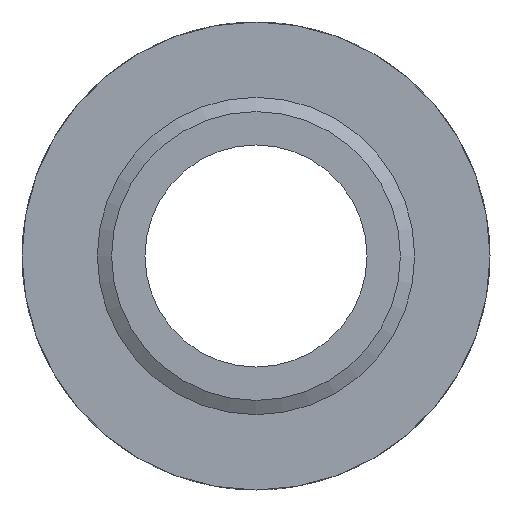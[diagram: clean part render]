
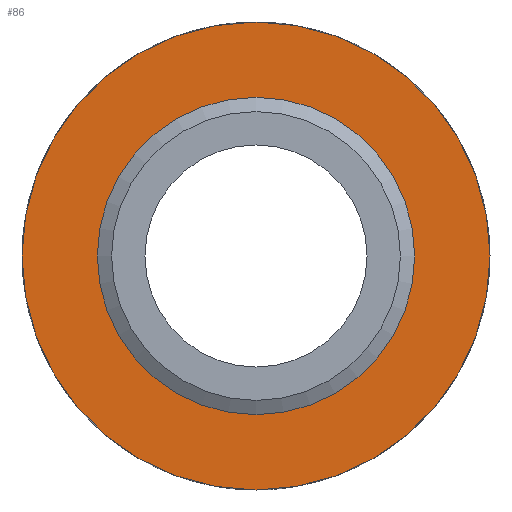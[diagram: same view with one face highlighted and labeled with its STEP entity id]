
A CAD part, left-side view. The second image highlights one B-rep face of the part: STEP entity #86.
In plain terms, the highlighted planar face has unit normal (-1, 0, 0).
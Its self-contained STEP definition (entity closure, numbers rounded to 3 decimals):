
#86 = ADVANCED_FACE( '', ( #175, #176 ), #177, .F. );
#175 = FACE_OUTER_BOUND( '', #325, .T. );
#176 = FACE_BOUND( '', #326, .T. );
#177 = PLANE( '', #327 );
#325 = EDGE_LOOP( '', ( #585 ) );
#326 = EDGE_LOOP( '', ( #586 ) );
#327 = AXIS2_PLACEMENT_3D( '', #587, #588, #589 );
#585 = ORIENTED_EDGE( '', *, *, #1023, .F. );
#586 = ORIENTED_EDGE( '', *, *, #1024, .T. );
#587 = CARTESIAN_POINT( '', ( -9.75, 10., 0. ) );
#588 = DIRECTION( '', ( 1., 0., 0. ) );
#589 = DIRECTION( '', ( 0., 0., -1. ) );
#1023 = EDGE_CURVE( '', #1261, #1261, #1262, .T. );
#1024 = EDGE_CURVE( '', #1263, #1263, #1264, .T. );
#1261 = VERTEX_POINT( '', #1525 );
#1262 = CIRCLE( '', #1526, 14.75 );
#1263 = VERTEX_POINT( '', #1527 );
#1264 = CIRCLE( '', #1528, 10. );
#1525 = CARTESIAN_POINT( '', ( -9.75, 0., -14.75 ) );
#1526 = AXIS2_PLACEMENT_3D( '', #1880, #1881, #1882 );
#1527 = CARTESIAN_POINT( '', ( -9.75, 0., -10. ) );
#1528 = AXIS2_PLACEMENT_3D( '', #1883, #1884, #1885 );
#1880 = CARTESIAN_POINT( '', ( -9.75, 0., 0. ) );
#1881 = DIRECTION( '', ( 1., 0., 0. ) );
#1882 = DIRECTION( '', ( 0., 0., -1. ) );
#1883 = CARTESIAN_POINT( '', ( -9.75, 0., 0. ) );
#1884 = DIRECTION( '', ( 1., 0., 0. ) );
#1885 = DIRECTION( '', ( 0., 0., -1. ) );
